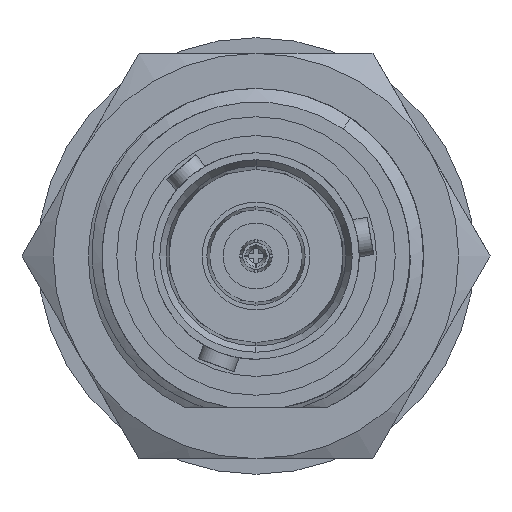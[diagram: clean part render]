
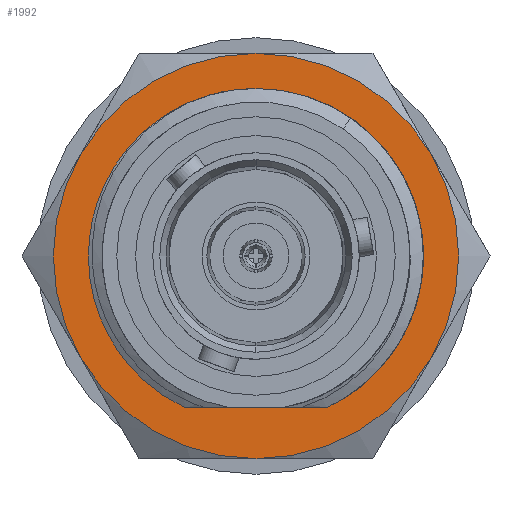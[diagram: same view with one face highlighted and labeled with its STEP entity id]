
A CAD part, left-side view. The second image highlights one B-rep face of the part: STEP entity #1992.
In plain terms, the highlighted face is planar.
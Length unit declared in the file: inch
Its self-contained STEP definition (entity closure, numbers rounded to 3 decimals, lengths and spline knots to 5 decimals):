
#229 = CARTESIAN_POINT ( 'NONE',  ( 0.04921, 0., 0. ) ) ;
#258 = CARTESIAN_POINT ( 'NONE',  ( 0.04921, 0.12092, -0.25343 ) ) ;
#831 = CARTESIAN_POINT ( 'NONE',  ( 0.04921, 0., 0. ) ) ;
#1040 = CARTESIAN_POINT ( 'NONE',  ( 0.04921, -0.32476, 0.1875 ) ) ;
#1288 = EDGE_CURVE ( 'NONE', #3307, #19371, #6060, .T. ) ;
#1482 = CIRCLE ( 'NONE', #16520, 0.375 ) ;
#1582 = CARTESIAN_POINT ( 'NONE',  ( 0.04921, 0., 0. ) ) ;
#1818 = ORIENTED_EDGE ( 'NONE', *, *, #21966, .F. ) ;
#1984 = CIRCLE ( 'NONE', #14817, 0.375 ) ;
#1992 = ADVANCED_FACE ( 'NONE', ( #15852, #13909 ), #20773, .T. ) ;
#2736 = AXIS2_PLACEMENT_3D ( 'NONE', #15927, #17752, #5249 ) ;
#3307 = VERTEX_POINT ( 'NONE', #18921 ) ;
#3505 = AXIS2_PLACEMENT_3D ( 'NONE', #1582, #18917, #7218 ) ;
#3633 = CARTESIAN_POINT ( 'NONE',  ( 0.04921, -0.06442, -0.27329 ) ) ;
#4091 = VERTEX_POINT ( 'NONE', #14837 ) ;
#4356 = CIRCLE ( 'NONE', #16459, 0.375 ) ;
#4736 = ORIENTED_EDGE ( 'NONE', *, *, #13930, .F. ) ;
#4830 = EDGE_LOOP ( 'NONE', ( #20208, #4736, #11127, #16843, #1818, #21236 ) ) ;
#5147 = DIRECTION ( 'NONE',  ( -1., 0., 0. ) ) ;
#5249 = DIRECTION ( 'NONE',  ( 0., 0., 1. ) ) ;
#6060 = CIRCLE ( 'NONE', #20732, 0.28 ) ;
#6288 = AXIS2_PLACEMENT_3D ( 'NONE', #19166, #8848, #22713 ) ;
#6500 = CARTESIAN_POINT ( 'NONE',  ( 0.04921, 0., 0.375 ) ) ;
#6958 = CARTESIAN_POINT ( 'NONE',  ( 0.04921, 0.00856, -0.28007 ) ) ;
#7072 = CARTESIAN_POINT ( 'NONE',  ( 0.04921, 0.13933, -0.24287 ) ) ;
#7218 = DIRECTION ( 'NONE',  ( 0., 0., 1. ) ) ;
#7371 = EDGE_CURVE ( 'NONE', #20020, #21729, #7886, .T. ) ;
#7401 = CARTESIAN_POINT ( 'NONE',  ( 0.04921, -0.02298, -0.27925 ) ) ;
#7886 = CIRCLE ( 'NONE', #2736, 0.375 ) ;
#7897 = ORIENTED_EDGE ( 'NONE', *, *, #1288, .T. ) ;
#8848 = DIRECTION ( 'NONE',  ( 1., 0., 0. ) ) ;
#9430 = EDGE_CURVE ( 'NONE', #21729, #18174, #9542, .T. ) ;
#9542 = CIRCLE ( 'NONE', #19805, 0.375 ) ;
#10270 = CARTESIAN_POINT ( 'NONE',  ( 0.04921, 0., 0. ) ) ;
#10345 = VERTEX_POINT ( 'NONE', #18223 ) ;
#10482 = CIRCLE ( 'NONE', #3505, 0.375 ) ;
#11127 = ORIENTED_EDGE ( 'NONE', *, *, #9430, .F. ) ;
#11187 = ORIENTED_EDGE ( 'NONE', *, *, #21340, .T. ) ;
#11437 = DIRECTION ( 'NONE',  ( -1., 0., 0. ) ) ;
#11793 = DIRECTION ( 'NONE',  ( -1., 0., 0. ) ) ;
#12141 = EDGE_CURVE ( 'NONE', #4091, #10345, #4356, .T. ) ;
#12866 = CARTESIAN_POINT ( 'NONE',  ( 0.04921, 0.13933, -0.24287 ) ) ;
#13504 = CARTESIAN_POINT ( 'NONE',  ( 0.04921, 0., 0. ) ) ;
#13909 = FACE_OUTER_BOUND ( 'NONE', #4830, .T. ) ;
#13930 = EDGE_CURVE ( 'NONE', #18174, #4091, #1482, .T. ) ;
#13969 = CARTESIAN_POINT ( 'NONE',  ( 0.04921, -0.10466, -0.2597 ) ) ;
#14300 = CARTESIAN_POINT ( 'NONE',  ( 0.04921, 0.06091, -0.27411 ) ) ;
#14817 = AXIS2_PLACEMENT_3D ( 'NONE', #13504, #11793, #20478 ) ;
#14837 = CARTESIAN_POINT ( 'NONE',  ( 0.04921, 0., -0.375 ) ) ;
#15477 = EDGE_LOOP ( 'NONE', ( #11187, #7897 ) ) ;
#15764 = VERTEX_POINT ( 'NONE', #1040 ) ;
#15852 = FACE_BOUND ( 'NONE', #15477, .T. ) ;
#15927 = CARTESIAN_POINT ( 'NONE',  ( 0.04921, 0., 0. ) ) ;
#16103 = DIRECTION ( 'NONE',  ( -1., 0., 0. ) ) ;
#16459 = AXIS2_PLACEMENT_3D ( 'NONE', #19259, #5147, #17542 ) ;
#16520 = AXIS2_PLACEMENT_3D ( 'NONE', #10270, #17492, #17258 ) ;
#16630 = CARTESIAN_POINT ( 'NONE',  ( 0.04921, 0.32476, 0.1875 ) ) ;
#16843 = ORIENTED_EDGE ( 'NONE', *, *, #7371, .F. ) ;
#17258 = DIRECTION ( 'NONE',  ( 0., 0., 1. ) ) ;
#17401 = CARTESIAN_POINT ( 'NONE',  ( 0.04921, 0.1013, -0.26189 ) ) ;
#17492 = DIRECTION ( 'NONE',  ( -1., 0., 0. ) ) ;
#17514 = CARTESIAN_POINT ( 'NONE',  ( 0.04921, 0.04025, -0.2779 ) ) ;
#17542 = DIRECTION ( 'NONE',  ( 0., 0., 1. ) ) ;
#17688 = B_SPLINE_CURVE_WITH_KNOTS ( 'NONE', 3,
 ( #7072, #258, #17401, #14300, #17514, #6958, #19562, #7401, #19112, #3633, #17740, #13969 ),
 .UNSPECIFIED., .F., .F.,
 ( 4, 2, 2, 2, 2, 4 ),
 ( 0., 0.00162, 0.00323, 0.00404, 0.00485, 0.00647 ),
 .UNSPECIFIED. ) ;
#17740 = CARTESIAN_POINT ( 'NONE',  ( 0.04921, -0.08498, -0.26764 ) ) ;
#17752 = DIRECTION ( 'NONE',  ( -1., 0., 0. ) ) ;
#18174 = VERTEX_POINT ( 'NONE', #20396 ) ;
#18223 = CARTESIAN_POINT ( 'NONE',  ( 0.04921, -0.32476, -0.1875 ) ) ;
#18917 = DIRECTION ( 'NONE',  ( -1., 0., 0. ) ) ;
#18921 = CARTESIAN_POINT ( 'NONE',  ( 0.04921, -0.10466, -0.2597 ) ) ;
#19112 = CARTESIAN_POINT ( 'NONE',  ( 0.04921, -0.03339, -0.2782 ) ) ;
#19166 = CARTESIAN_POINT ( 'NONE',  ( 0.04921, 0., 0. ) ) ;
#19259 = CARTESIAN_POINT ( 'NONE',  ( 0.04921, 0., 0. ) ) ;
#19371 = VERTEX_POINT ( 'NONE', #12866 ) ;
#19562 = CARTESIAN_POINT ( 'NONE',  ( 0.04921, -0.00203, -0.28019 ) ) ;
#19805 = AXIS2_PLACEMENT_3D ( 'NONE', #229, #16103, #21353 ) ;
#20020 = VERTEX_POINT ( 'NONE', #6500 ) ;
#20208 = ORIENTED_EDGE ( 'NONE', *, *, #12141, .F. ) ;
#20396 = CARTESIAN_POINT ( 'NONE',  ( 0.04921, 0.32476, -0.1875 ) ) ;
#20478 = DIRECTION ( 'NONE',  ( 0., 0., 1. ) ) ;
#20732 = AXIS2_PLACEMENT_3D ( 'NONE', #831, #11437, #21955 ) ;
#20773 = PLANE ( 'NONE',  #6288 ) ;
#21236 = ORIENTED_EDGE ( 'NONE', *, *, #22390, .F. ) ;
#21340 = EDGE_CURVE ( 'NONE', #19371, #3307, #17688, .T. ) ;
#21353 = DIRECTION ( 'NONE',  ( 0., 0., 1. ) ) ;
#21729 = VERTEX_POINT ( 'NONE', #16630 ) ;
#21955 = DIRECTION ( 'NONE',  ( 0., 0., 1. ) ) ;
#21966 = EDGE_CURVE ( 'NONE', #15764, #20020, #10482, .T. ) ;
#22390 = EDGE_CURVE ( 'NONE', #10345, #15764, #1984, .T. ) ;
#22713 = DIRECTION ( 'NONE',  ( 0., 0., -1. ) ) ;
